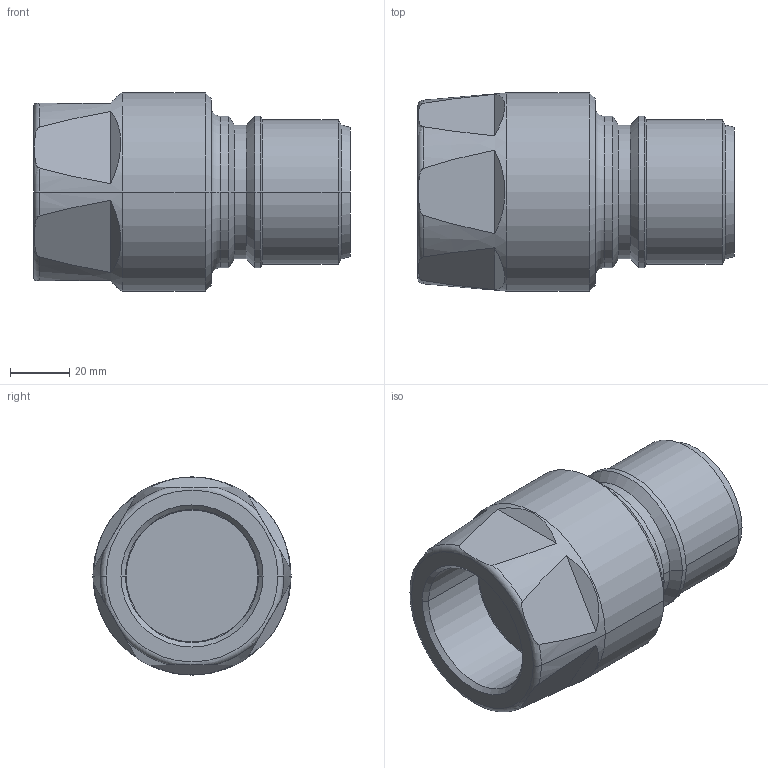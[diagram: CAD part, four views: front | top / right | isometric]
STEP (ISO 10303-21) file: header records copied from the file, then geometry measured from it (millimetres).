
FILE_DESCRIPTION (( 'STEP AP214' ), '1' );
FILE_NAME ('15021.STEP', '2015-09-04T09:25:37', ( 'admin' ), ( 'Microsoft' ), 'SwSTEP 2.0', 'SolidWorks 2009', '' );
FILE_SCHEMA (( 'AUTOMOTIVE_DESIGN' ));
Length unit declared in the file: millimetre
Products named in the file (1): 15021
Bounding box: 107 x 67 x 67 mm (x, y, z)
Volume: 205200.8 mm3; surface area: 35578.4 mm2
Topology: 1 solids, 1 shells, 94 faces, 198 edges, 114 vertices
Faces by surface type: cone 38, cylinder 28, plane 22, torus 6
Entity records: 3108 total; most frequent: CARTESIAN_POINT 691, DIRECTION 466, ORIENTED_EDGE 396, EDGE_CURVE 198, AXIS2_PLACEMENT_3D 197, VERTEX_POINT 114, CIRCLE 102, EDGE_LOOP 102
